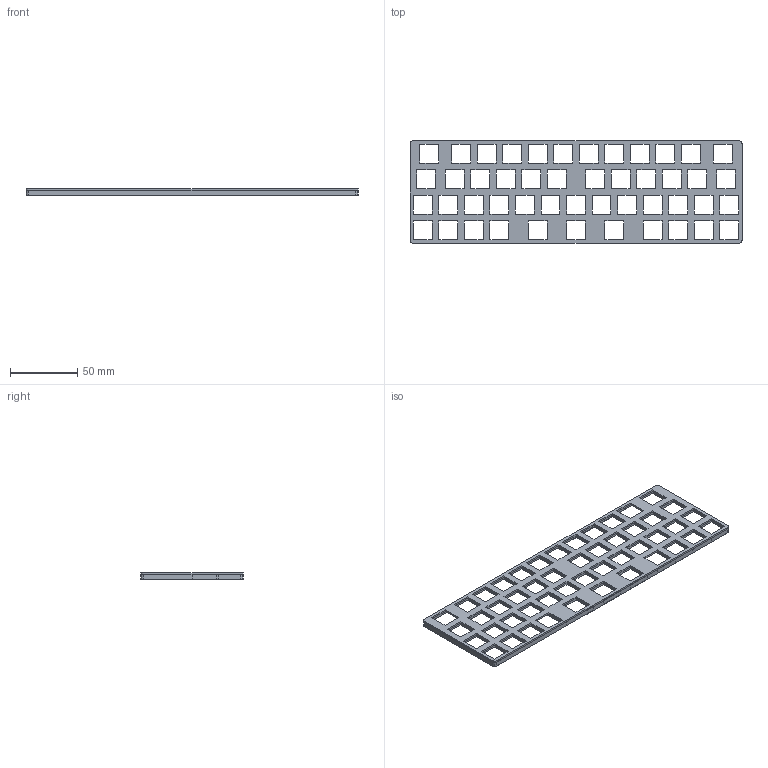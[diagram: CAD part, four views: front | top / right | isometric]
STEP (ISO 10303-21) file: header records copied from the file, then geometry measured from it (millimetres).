
FILE_DESCRIPTION(/* description */ ('STEP AP242','CAx-IF Rec.Pracs.---Representation and Presentation of Product Manufacturing Information (PMI)---4.0---2014-10-13','CAx-IF Rec.Pracs.---3D Tessellated Geometry---0.4---2014-09-14','2;1'),/* implementation_level */ '2;1');
FILE_NAME(/* name */ '677f3248018ce208ad649b6c',/* time_stamp */ '2025-01-09T02:20:08Z',/* author */ (''),/* organization */ (''),/* preprocessor_version */ 'ST-DEVELOPER v20',/* originating_system */ 'ONSHAPE BY PTC INC, 1.191',/* authorisation */ ' ');
FILE_SCHEMA (('AP242_MANAGED_MODEL_BASED_3D_ENGINEERING_MIM_LF { 1 0 10303 442 1 1 4 }'));
Length unit declared in the file: metre
Products named in the file (2): Part 2; Part 1
Bounding box: 247.64 x 76.2 x 5 mm (x, y, z)
Volume: 23892.9 mm3; surface area: 43799.5 mm2
Topology: 2 solids, 2 shells, 390 faces, 1158 edges, 772 vertices
Faces by surface type: plane 380, cylinder 10
Entity records: 13210 total; most frequent: CARTESIAN_POINT 2322, ORIENTED_EDGE 2316, DIRECTION 1962, EDGE_CURVE 1158, LINE 1138, VECTOR 1138, VERTEX_POINT 772, EDGE_LOOP 570
